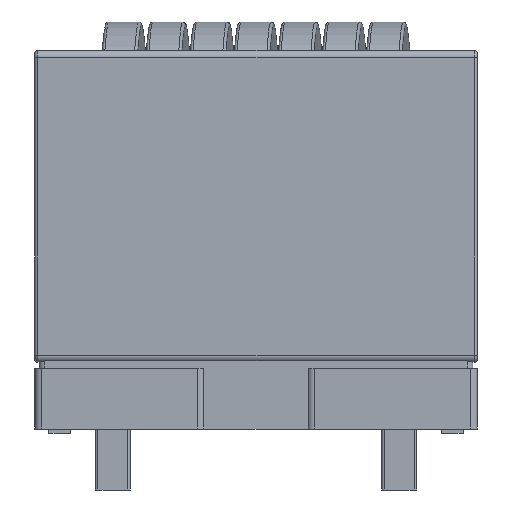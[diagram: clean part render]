
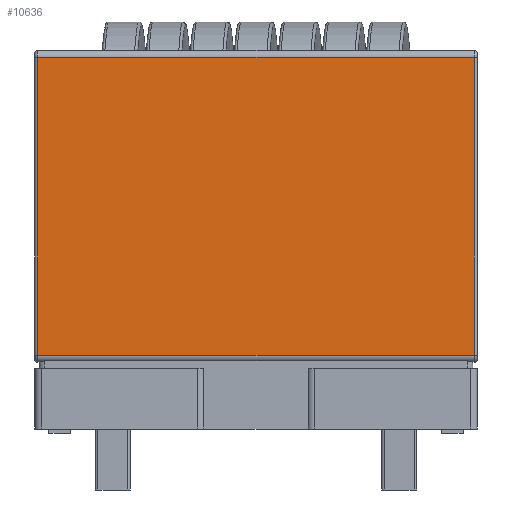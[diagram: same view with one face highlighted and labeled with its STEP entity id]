
A CAD part, left-side view. The second image highlights one B-rep face of the part: STEP entity #10636.
In plain terms, the highlighted planar face has unit normal (-1, 0, 0).
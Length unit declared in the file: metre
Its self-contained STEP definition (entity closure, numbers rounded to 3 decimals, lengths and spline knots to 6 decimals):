
#1814=ORIENTED_EDGE('',*,*,#3637,.F.);
#1815=ORIENTED_EDGE('',*,*,#3617,.T.);
#1816=ORIENTED_EDGE('',*,*,#3625,.T.);
#1817=ORIENTED_EDGE('',*,*,#3649,.T.);
#3617=EDGE_CURVE('',#4563,#4564,#5208,.T.);
#3625=EDGE_CURVE('',#4564,#4571,#5212,.T.);
#3637=EDGE_CURVE('',#4563,#4579,#5221,.T.);
#3649=EDGE_CURVE('',#4571,#4579,#5225,.T.);
#4563=VERTEX_POINT('',#27590);
#4564=VERTEX_POINT('',#27595);
#4571=VERTEX_POINT('',#27622);
#4579=VERTEX_POINT('',#27652);
#5208=LINE('',#27601,#5905);
#5212=LINE('',#27623,#5909);
#5221=LINE('',#27651,#5918);
#5225=LINE('',#27679,#5922);
#5905=VECTOR('',#12036,1.);
#5909=VECTOR('',#12048,1.);
#5918=VECTOR('',#12065,1.);
#5922=VECTOR('',#12097,1.);
#6516=EDGE_LOOP('',(#1814,#1815,#1816,#1817));
#7001=FACE_BOUND('',#6516,.T.);
#7388=PLANE('',#11140);
#10636=ADVANCED_FACE('',(#7001),#7388,.T.);
#11140=AXIS2_PLACEMENT_3D('',#27678,#12095,#12096);
#12036=DIRECTION('',(0.,0.,-1.));
#12048=DIRECTION('',(0.,-1.,0.));
#12065=DIRECTION('',(0.,-1.,0.));
#12095=DIRECTION('',(-1.,0.,0.));
#12096=DIRECTION('',(0.,0.,1.));
#12097=DIRECTION('',(0.,0.,1.));
#27590=CARTESIAN_POINT('',(-0.016,0.0154,0.02405));
#27595=CARTESIAN_POINT('',(-0.016,0.0154,0.00305));
#27601=CARTESIAN_POINT('',(-0.016,0.0154,0.00305));
#27622=CARTESIAN_POINT('',(-0.016,-0.0154,0.00305));
#27623=CARTESIAN_POINT('',(-0.016,0.0156,0.00305));
#27651=CARTESIAN_POINT('',(-0.016,0.0156,0.02405));
#27652=CARTESIAN_POINT('',(-0.016,-0.0154,0.02405));
#27678=CARTESIAN_POINT('',(-0.016,0.0156,0.02455));
#27679=CARTESIAN_POINT('',(-0.016,-0.0154,0.02405));
